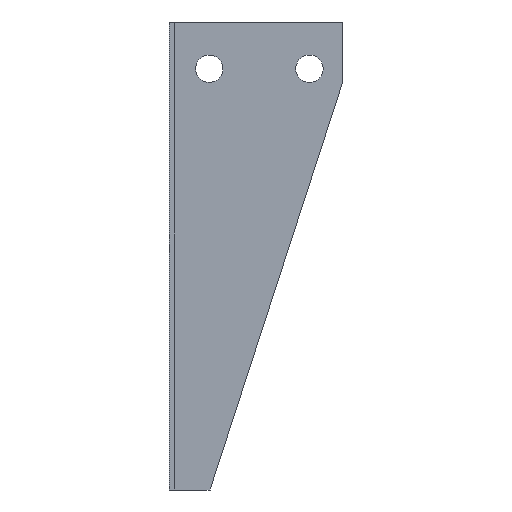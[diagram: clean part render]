
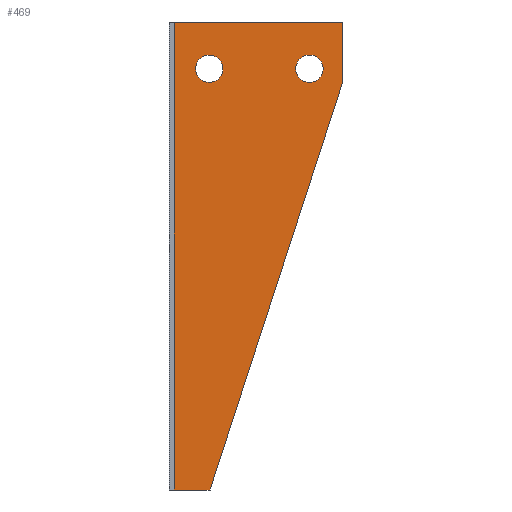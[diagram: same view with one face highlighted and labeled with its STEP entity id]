
A CAD part, front view. The second image highlights one B-rep face of the part: STEP entity #469.
In plain terms, the highlighted planar face has unit normal (0, -1, 0).
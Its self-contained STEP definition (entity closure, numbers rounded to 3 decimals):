
#22=FACE_BOUND('',#67,.T.);
#23=FACE_BOUND('',#68,.T.);
#32=CIRCLE('',#520,4.1);
#33=CIRCLE('',#521,4.1);
#41=FACE_OUTER_BOUND('',#66,.T.);
#66=EDGE_LOOP('',(#315,#316,#317,#318,#319,#320,#321));
#67=EDGE_LOOP('',(#322));
#68=EDGE_LOOP('',(#323));
#104=LINE('',#705,#155);
#105=LINE('',#707,#156);
#106=LINE('',#709,#157);
#107=LINE('',#711,#158);
#108=LINE('',#713,#159);
#109=LINE('',#715,#160);
#110=LINE('',#716,#161);
#155=VECTOR('',#573,10.);
#156=VECTOR('',#574,10.);
#157=VECTOR('',#575,10.);
#158=VECTOR('',#576,10.);
#159=VECTOR('',#577,10.);
#160=VECTOR('',#578,10.);
#161=VECTOR('',#579,10.);
#210=VERTEX_POINT('',#703);
#211=VERTEX_POINT('',#704);
#212=VERTEX_POINT('',#706);
#213=VERTEX_POINT('',#708);
#214=VERTEX_POINT('',#710);
#215=VERTEX_POINT('',#712);
#216=VERTEX_POINT('',#714);
#217=VERTEX_POINT('',#717);
#218=VERTEX_POINT('',#719);
#252=EDGE_CURVE('',#210,#211,#104,.T.);
#253=EDGE_CURVE('',#211,#212,#105,.T.);
#254=EDGE_CURVE('',#212,#213,#106,.T.);
#255=EDGE_CURVE('',#213,#214,#107,.T.);
#256=EDGE_CURVE('',#214,#215,#108,.T.);
#257=EDGE_CURVE('',#215,#216,#109,.T.);
#258=EDGE_CURVE('',#210,#216,#110,.T.);
#259=EDGE_CURVE('',#217,#217,#32,.T.);
#260=EDGE_CURVE('',#218,#218,#33,.T.);
#315=ORIENTED_EDGE('',*,*,#252,.T.);
#316=ORIENTED_EDGE('',*,*,#253,.T.);
#317=ORIENTED_EDGE('',*,*,#254,.T.);
#318=ORIENTED_EDGE('',*,*,#255,.T.);
#319=ORIENTED_EDGE('',*,*,#256,.T.);
#320=ORIENTED_EDGE('',*,*,#257,.T.);
#321=ORIENTED_EDGE('',*,*,#258,.F.);
#322=ORIENTED_EDGE('',*,*,#259,.T.);
#323=ORIENTED_EDGE('',*,*,#260,.T.);
#428=PLANE('',#519);
#469=ADVANCED_FACE('',(#41,#22,#23),#428,.F.);
#519=AXIS2_PLACEMENT_3D('',#702,#571,#572);
#520=AXIS2_PLACEMENT_3D('',#718,#580,#581);
#521=AXIS2_PLACEMENT_3D('',#720,#582,#583);
#571=DIRECTION('center_axis',(0.,1.,0.));
#572=DIRECTION('ref_axis',(0.,0.,1.));
#573=DIRECTION('',(1.,0.,0.));
#574=DIRECTION('',(0.309,0.,0.951));
#575=DIRECTION('',(0.,0.,1.));
#576=DIRECTION('',(-1.,0.,0.));
#577=DIRECTION('',(-1.,0.,0.));
#578=DIRECTION('',(0.,0.,-1.));
#579=DIRECTION('',(-1.,0.,0.));
#580=DIRECTION('center_axis',(0.,1.,0.));
#581=DIRECTION('ref_axis',(-1.,0.,0.));
#582=DIRECTION('center_axis',(0.,1.,0.));
#583=DIRECTION('ref_axis',(-1.,0.,0.));
#702=CARTESIAN_POINT('Origin',(-26.,0.,-70.));
#703=CARTESIAN_POINT('',(-49.,0.,-140.));
#704=CARTESIAN_POINT('',(-39.735,0.,-140.));
#705=CARTESIAN_POINT('',(-52.,0.,-140.));
#706=CARTESIAN_POINT('',(0.,0.,-17.71));
#707=CARTESIAN_POINT('',(-8.925,0.,-45.179));
#708=CARTESIAN_POINT('',(0.,0.,0.));
#709=CARTESIAN_POINT('',(0.,0.,-140.));
#710=CARTESIAN_POINT('',(-49.,0.,0.));
#711=CARTESIAN_POINT('',(0.,0.,0.));
#712=CARTESIAN_POINT('',(-50.5,0.,0.));
#713=CARTESIAN_POINT('',(-39.,0.,0.));
#714=CARTESIAN_POINT('',(-50.5,0.,-140.));
#715=CARTESIAN_POINT('',(-50.5,0.,-70.));
#716=CARTESIAN_POINT('',(-39.,0.,-140.));
#717=CARTESIAN_POINT('',(-35.9,0.,-14.));
#718=CARTESIAN_POINT('Origin',(-40.,0.,-14.));
#719=CARTESIAN_POINT('',(-5.9,0.,-14.));
#720=CARTESIAN_POINT('Origin',(-10.,0.,-14.));
